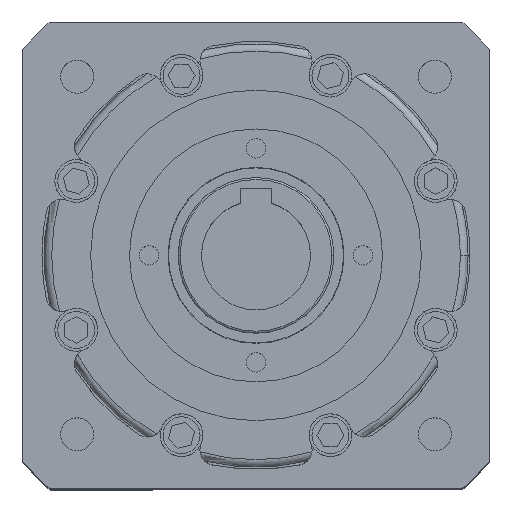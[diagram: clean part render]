
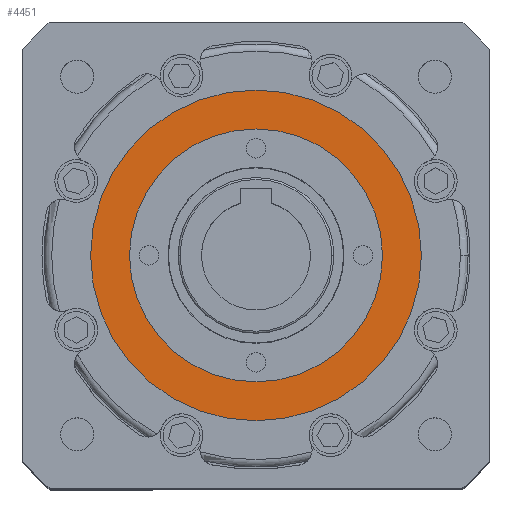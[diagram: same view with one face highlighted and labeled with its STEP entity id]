
A CAD part, top view. The second image highlights one B-rep face of the part: STEP entity #4451.
In plain terms, the highlighted planar face has unit normal (0, 0, 1).
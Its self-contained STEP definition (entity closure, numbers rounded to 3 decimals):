
#398 = AXIS2_PLACEMENT_3D ( 'NONE', #1392, #1351, #2174 ) ;
#1048 = CIRCLE ( 'NONE', #10323, 42.5 ) ;
#1351 = DIRECTION ( 'NONE',  ( 0., 0., 1. ) ) ;
#1392 = CARTESIAN_POINT ( 'NONE',  ( 0., 0., 125.9 ) ) ;
#1512 = DIRECTION ( 'NONE',  ( 0., 0., 1. ) ) ;
#1690 = EDGE_CURVE ( 'NONE', #9388, #8639, #5497, .T. ) ;
#1852 = EDGE_CURVE ( 'NONE', #6662, #2797, #6211, .T. ) ;
#2073 = CARTESIAN_POINT ( 'NONE',  ( 0., 0., 125.9 ) ) ;
#2161 = CARTESIAN_POINT ( 'NONE',  ( 42.5, 0., 125.9 ) ) ;
#2174 = DIRECTION ( 'NONE',  ( 1., 0., 0. ) ) ;
#2797 = VERTEX_POINT ( 'NONE', #11733 ) ;
#3025 = DIRECTION ( 'NONE',  ( 1., 0., 0. ) ) ;
#3246 = ORIENTED_EDGE ( 'NONE', *, *, #7718, .T. ) ;
#3350 = PLANE ( 'NONE',  #8936 ) ;
#3427 = ORIENTED_EDGE ( 'NONE', *, *, #6856, .F. ) ;
#3708 = FACE_OUTER_BOUND ( 'NONE', #6828, .T. ) ;
#4264 = DIRECTION ( 'NONE',  ( 0., 0., 1. ) ) ;
#4387 = AXIS2_PLACEMENT_3D ( 'NONE', #5422, #11911, #6337 ) ;
#4451 = ADVANCED_FACE ( 'NONE', ( #6476, #3708 ), #3350, .T. ) ;
#5009 = CIRCLE ( 'NONE', #4387, 32.5 ) ;
#5422 = CARTESIAN_POINT ( 'NONE',  ( 0., 0., 125.9 ) ) ;
#5497 = CIRCLE ( 'NONE', #398, 42.5 ) ;
#5847 = EDGE_LOOP ( 'NONE', ( #9987, #3427 ) ) ;
#5921 = CARTESIAN_POINT ( 'NONE',  ( 32.5, 0., 125.9 ) ) ;
#6162 = ORIENTED_EDGE ( 'NONE', *, *, #1690, .T. ) ;
#6211 = CIRCLE ( 'NONE', #10971, 32.5 ) ;
#6337 = DIRECTION ( 'NONE',  ( 1., 0., 0. ) ) ;
#6476 = FACE_BOUND ( 'NONE', #5847, .T. ) ;
#6662 = VERTEX_POINT ( 'NONE', #5921 ) ;
#6828 = EDGE_LOOP ( 'NONE', ( #6162, #3246 ) ) ;
#6856 = EDGE_CURVE ( 'NONE', #2797, #6662, #5009, .T. ) ;
#7092 = CARTESIAN_POINT ( 'NONE',  ( 0., 0., 125.9 ) ) ;
#7565 = CARTESIAN_POINT ( 'NONE',  ( -42.5, 0., 125.9 ) ) ;
#7718 = EDGE_CURVE ( 'NONE', #8639, #9388, #1048, .T. ) ;
#8002 = DIRECTION ( 'NONE',  ( 1., 0., 0. ) ) ;
#8042 = DIRECTION ( 'NONE',  ( 1., 0., 0. ) ) ;
#8604 = DIRECTION ( 'NONE',  ( 0., 0., 1. ) ) ;
#8639 = VERTEX_POINT ( 'NONE', #7565 ) ;
#8904 = CARTESIAN_POINT ( 'NONE',  ( 0., 0., 125.9 ) ) ;
#8936 = AXIS2_PLACEMENT_3D ( 'NONE', #7092, #1512, #8042 ) ;
#9388 = VERTEX_POINT ( 'NONE', #2161 ) ;
#9987 = ORIENTED_EDGE ( 'NONE', *, *, #1852, .F. ) ;
#10323 = AXIS2_PLACEMENT_3D ( 'NONE', #2073, #8604, #3025 ) ;
#10971 = AXIS2_PLACEMENT_3D ( 'NONE', #8904, #4264, #8002 ) ;
#11733 = CARTESIAN_POINT ( 'NONE',  ( -32.5, 0., 125.9 ) ) ;
#11911 = DIRECTION ( 'NONE',  ( 0., 0., 1. ) ) ;
